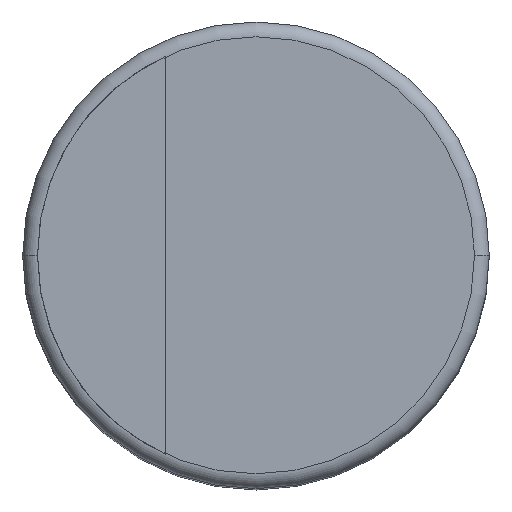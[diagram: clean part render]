
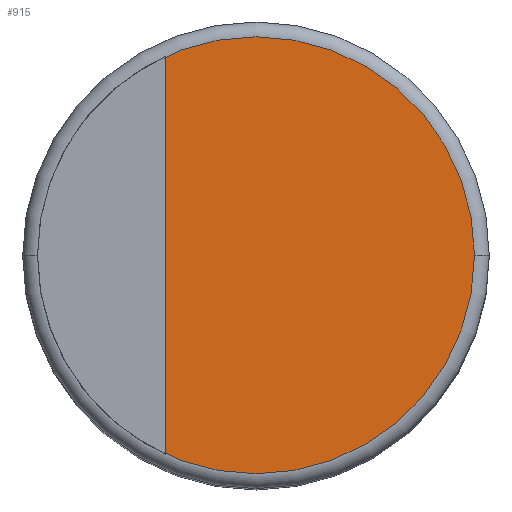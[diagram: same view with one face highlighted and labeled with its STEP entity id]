
A CAD part, top view. The second image highlights one B-rep face of the part: STEP entity #915.
In plain terms, the highlighted planar face has unit normal (0, 0, 1).
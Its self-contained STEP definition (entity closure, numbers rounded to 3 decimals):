
#7 = DIRECTION ( 'NONE',  ( -1., 0., 0. ) ) ;
#30 = EDGE_CURVE ( 'NONE', #756, #858, #545, .T. ) ;
#101 = AXIS2_PLACEMENT_3D ( 'NONE', #264, #743, #271 ) ;
#126 = ORIENTED_EDGE ( 'NONE', *, *, #341, .F. ) ;
#191 = CARTESIAN_POINT ( 'NONE',  ( 2.95, 0., 11. ) ) ;
#264 = CARTESIAN_POINT ( 'NONE',  ( 0., 0., 11. ) ) ;
#271 = DIRECTION ( 'NONE',  ( 1., 0., 0. ) ) ;
#331 = CARTESIAN_POINT ( 'NONE',  ( 0., 0., 11. ) ) ;
#339 = FACE_OUTER_BOUND ( 'NONE', #927, .T. ) ;
#341 = EDGE_CURVE ( 'NONE', #858, #756, #905, .T. ) ;
#370 = CARTESIAN_POINT ( 'NONE',  ( -2.95, 0., 11. ) ) ;
#380 = DIRECTION ( 'NONE',  ( -1., 0., 0. ) ) ;
#424 = AXIS2_PLACEMENT_3D ( 'NONE', #800, #452, #7 ) ;
#452 = DIRECTION ( 'NONE',  ( 0., 0., -1. ) ) ;
#478 = PLANE ( 'NONE',  #101 ) ;
#545 = CIRCLE ( 'NONE', #656, 2.95 ) ;
#619 = ORIENTED_EDGE ( 'NONE', *, *, #30, .F. ) ;
#656 = AXIS2_PLACEMENT_3D ( 'NONE', #331, #806, #380 ) ;
#743 = DIRECTION ( 'NONE',  ( 0., 0., 1. ) ) ;
#756 = VERTEX_POINT ( 'NONE', #370 ) ;
#800 = CARTESIAN_POINT ( 'NONE',  ( 0., 0., 11. ) ) ;
#806 = DIRECTION ( 'NONE',  ( 0., 0., -1. ) ) ;
#858 = VERTEX_POINT ( 'NONE', #191 ) ;
#905 = CIRCLE ( 'NONE', #424, 2.95 ) ;
#915 = ADVANCED_FACE ( 'NONE', ( #339 ), #478, .T. ) ;
#927 = EDGE_LOOP ( 'NONE', ( #619, #126 ) ) ;
